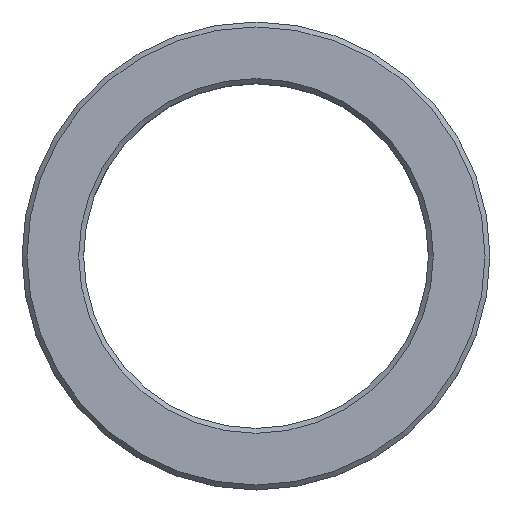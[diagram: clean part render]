
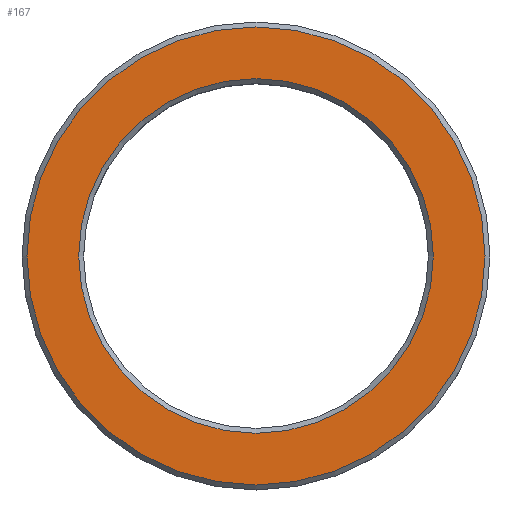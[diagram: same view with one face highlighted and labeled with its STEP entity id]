
A CAD part, top view. The second image highlights one B-rep face of the part: STEP entity #167.
In plain terms, the highlighted planar face has unit normal (0, 0, 1).
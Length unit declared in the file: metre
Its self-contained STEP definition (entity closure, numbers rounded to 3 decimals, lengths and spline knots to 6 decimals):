
#167=ADVANCED_FACE('',(#211,#212),#213,.T.);
#211=FACE_BOUND('',#3139,.T.);
#212=FACE_OUTER_BOUND('',#3140,.T.);
#213=PLANE('',#3141);
#3139=EDGE_LOOP('',(#6106));
#3140=EDGE_LOOP('',(#6107));
#3141=AXIS2_PLACEMENT_3D('',#6108,#6109,#6110);
#6106=ORIENTED_EDGE('',*,*,#6143,.T.);
#6107=ORIENTED_EDGE('',*,*,#6134,.F.);
#6108=CARTESIAN_POINT('',(0.0465,0.0,0.035));
#6109=DIRECTION('',(0.0,0.,1.0));
#6110=DIRECTION('',(0.0,-1.0,0.));
#6134=EDGE_CURVE('',#6168,#6168,#6169,.T.);
#6143=EDGE_CURVE('',#6186,#6186,#6187,.T.);
#6168=VERTEX_POINT('',#6444);
#6169=CIRCLE('',#6445,0.0465);
#6186=VERTEX_POINT('',#6462);
#6187=CIRCLE('',#6463,0.036);
#6444=CARTESIAN_POINT('',(0.0,0.0465,0.035));
#6445=AXIS2_PLACEMENT_3D('',#6486,#6487,#6488);
#6462=CARTESIAN_POINT('',(0.0,0.036,0.035));
#6463=AXIS2_PLACEMENT_3D('',#6513,#6514,#6515);
#6486=CARTESIAN_POINT('',(0.0,0.0,0.035));
#6487=DIRECTION('',(0.0,0.,-1.0));
#6488=DIRECTION('',(0.0,1.0,0.));
#6513=CARTESIAN_POINT('',(0.0,0.0,0.035));
#6514=DIRECTION('',(0.0,0.,-1.0));
#6515=DIRECTION('',(0.0,1.0,0.));
